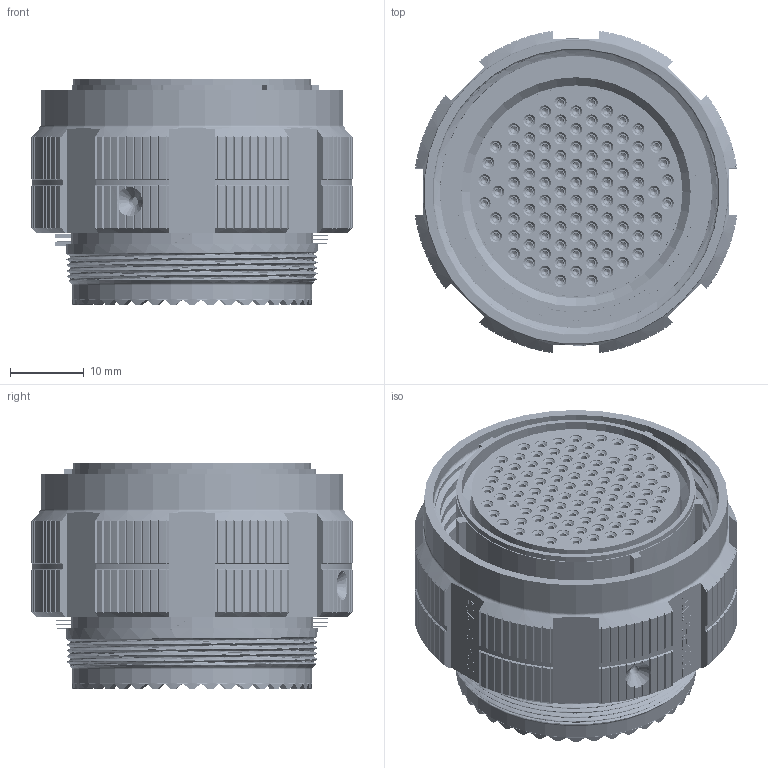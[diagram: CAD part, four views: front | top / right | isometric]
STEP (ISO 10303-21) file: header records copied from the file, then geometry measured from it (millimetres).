
FILE_DESCRIPTION((''),'2;1');
FILE_NAME('TVS06DS-23-35S_SW','2022-03-29T13:55:25',('sigmaxadm'),(''),'CREO PARAMETRIC BY PTC INC, 2021184','CREO PARAMETRIC BY PTC INC, 2021184','');
FILE_SCHEMA(('CONFIG_CONTROL_DESIGN'));
Length unit declared in the file: inch
Products named in the file (1): TVS06DS-23-35S_SW
Bounding box: 43.66 x 43.66 x 30.63 mm (x, y, z)
Volume: 27119.4 mm3; surface area: 45658.2 mm2
Topology: 101 solids, 102 shells, 6822 faces, 15202 edges, 8944 vertices
Faces by surface type: cylinder 2787, plane 1788, cone 1212, torus 1014, bspline 21
Entity records: 208338 total; most frequent: CARTESIAN_POINT 55614, DIRECTION 34761, ORIENTED_EDGE 29600, EDGE_CURVE 14800, AXIS2_PLACEMENT_3D 14396, VERTEX_POINT 8944, EDGE_LOOP 7780, CIRCLE 7594
